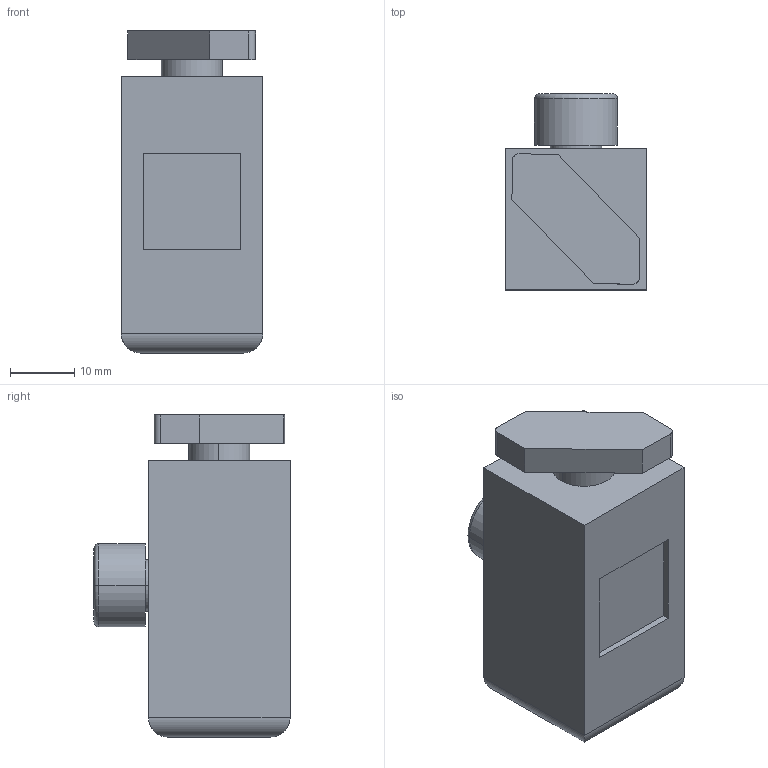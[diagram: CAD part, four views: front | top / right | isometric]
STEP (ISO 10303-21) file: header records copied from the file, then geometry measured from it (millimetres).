
FILE_DESCRIPTION(('Creo Elements/Direct Modeling STEP Export'),'2;1');
FILE_NAME('PX173351_0.stp','2022-05-04T11:10:55',(''),(''),'PTC Creo Elements/Direct Modeling STEP processor for AP214 (Solid Model)','PTC Creo Elements/Direct Modeling 19.0C 15-Aug-2015 (C) Parametric Technology GmbH','');
FILE_SCHEMA(('AUTOMOTIVE_DESIGN { 1 0 10303 214 1 1 1 1 }'));
Length unit declared in the file: millimetre
Products named in the file (5): Spannschraube-MMS-4455_Verbinder_96.4005_PX171732; Druckfeder-DIN2098_D9x08x21_96.4004_PX171727; Profileinsatz-MMS-44_Kunststoff_96.4001_PX171730; Hammer-MMS-44-55_Diagonal-rechts_96.4107_PX173345; Profilverbinder-MMS-44_Diagonal-Hammer-rechts_44.0040.2_PX173351
Assembly tree (4 placements, depth 2):
  Profilverbinder-MMS-44_Diagonal-Hammer-rechts_44.0040.2_PX173351
    Hammer-MMS-44-55_Diagonal-rechts_96.4107_PX173345
    Profileinsatz-MMS-44_Kunststoff_96.4001_PX171730
    Druckfeder-DIN2098_D9x08x21_96.4004_PX171727
    Spannschraube-MMS-4455_Verbinder_96.4005_PX171732
Bounding box: 22.01 x 30.51 x 50.1 mm (x, y, z)
Volume: 21082 mm3; surface area: 9250.3 mm2
Topology: 4 solids, 4 shells, 80 faces, 187 edges, 119 vertices
Faces by surface type: plane 40, cylinder 20, cone 12, bspline 6, torus 2
Entity records: 8749 total; most frequent: CARTESIAN_POINT 6695, ORIENTED_EDGE 366, DIRECTION 324, EDGE_CURVE 183, VERTEX_POINT 119, AXIS2_PLACEMENT_3D 112, VECTOR 100, LINE 100
